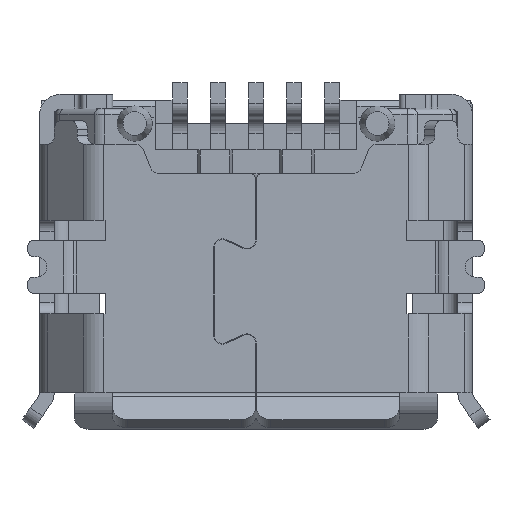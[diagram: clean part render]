
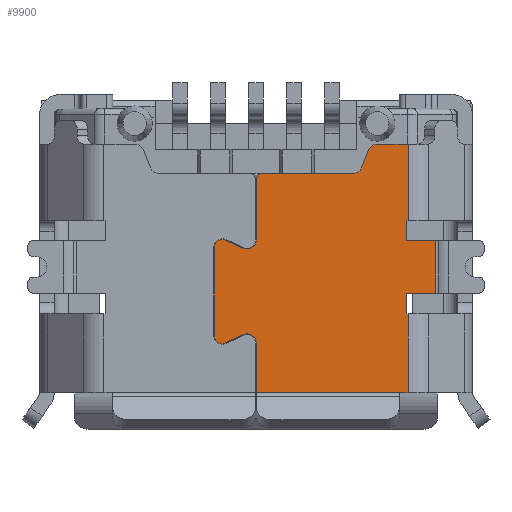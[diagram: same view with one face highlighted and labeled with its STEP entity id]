
A CAD part, top view. The second image highlights one B-rep face of the part: STEP entity #9900.
In plain terms, the highlighted planar face has unit normal (0, 0, 1).
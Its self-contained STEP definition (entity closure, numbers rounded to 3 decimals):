
#368=CIRCLE('',#10740,0.15);
#369=CIRCLE('',#10741,0.15);
#370=CIRCLE('',#10742,0.1);
#371=CIRCLE('',#10743,0.16);
#372=CIRCLE('',#10744,0.14);
#373=CIRCLE('',#10745,0.14);
#374=CIRCLE('',#10746,0.16);
#1027=ORIENTED_EDGE('',*,*,#3737,.T.);
#1028=ORIENTED_EDGE('',*,*,#4009,.T.);
#1029=ORIENTED_EDGE('',*,*,#4010,.T.);
#1030=ORIENTED_EDGE('',*,*,#4011,.F.);
#1031=ORIENTED_EDGE('',*,*,#4012,.T.);
#1032=ORIENTED_EDGE('',*,*,#4013,.T.);
#1033=ORIENTED_EDGE('',*,*,#4014,.F.);
#1034=ORIENTED_EDGE('',*,*,#4015,.T.);
#1035=ORIENTED_EDGE('',*,*,#4016,.T.);
#1036=ORIENTED_EDGE('',*,*,#4017,.T.);
#1037=ORIENTED_EDGE('',*,*,#4018,.T.);
#1038=ORIENTED_EDGE('',*,*,#4019,.T.);
#1039=ORIENTED_EDGE('',*,*,#4020,.T.);
#1040=ORIENTED_EDGE('',*,*,#3661,.T.);
#1041=ORIENTED_EDGE('',*,*,#4021,.T.);
#1042=ORIENTED_EDGE('',*,*,#4022,.T.);
#1043=ORIENTED_EDGE('',*,*,#4023,.T.);
#1044=ORIENTED_EDGE('',*,*,#4024,.T.);
#1045=ORIENTED_EDGE('',*,*,#4025,.T.);
#1046=ORIENTED_EDGE('',*,*,#4026,.T.);
#1047=ORIENTED_EDGE('',*,*,#4027,.T.);
#1048=ORIENTED_EDGE('',*,*,#3985,.T.);
#1049=ORIENTED_EDGE('',*,*,#4028,.T.);
#1050=ORIENTED_EDGE('',*,*,#4029,.F.);
#1051=ORIENTED_EDGE('',*,*,#4030,.F.);
#1052=ORIENTED_EDGE('',*,*,#4031,.T.);
#3661=EDGE_CURVE('',#5187,#5186,#6182,.F.);
#3737=EDGE_CURVE('',#5244,#5243,#6238,.T.);
#3985=EDGE_CURVE('',#5467,#5473,#6396,.F.);
#4009=EDGE_CURVE('',#5243,#5494,#6413,.T.);
#4010=EDGE_CURVE('',#5494,#5495,#6414,.T.);
#4011=EDGE_CURVE('',#5496,#5495,#6415,.T.);
#4012=EDGE_CURVE('',#5496,#5497,#6416,.T.);
#4013=EDGE_CURVE('',#5497,#5498,#6417,.T.);
#4014=EDGE_CURVE('',#5499,#5498,#6418,.T.);
#4015=EDGE_CURVE('',#5499,#5500,#6419,.F.);
#4016=EDGE_CURVE('',#5500,#5501,#368,.T.);
#4017=EDGE_CURVE('',#5501,#5502,#6420,.T.);
#4018=EDGE_CURVE('',#5502,#5503,#369,.F.);
#4019=EDGE_CURVE('',#5503,#5504,#6421,.T.);
#4020=EDGE_CURVE('',#5504,#5187,#370,.T.);
#4021=EDGE_CURVE('',#5186,#5505,#371,.T.);
#4022=EDGE_CURVE('',#5505,#5506,#6422,.T.);
#4023=EDGE_CURVE('',#5506,#5507,#372,.T.);
#4024=EDGE_CURVE('',#5507,#5508,#6423,.T.);
#4025=EDGE_CURVE('',#5508,#5509,#373,.T.);
#4026=EDGE_CURVE('',#5509,#5510,#6424,.T.);
#4027=EDGE_CURVE('',#5510,#5467,#374,.T.);
#4028=EDGE_CURVE('',#5473,#5511,#6425,.F.);
#4029=EDGE_CURVE('',#5512,#5511,#6426,.F.);
#4030=EDGE_CURVE('',#5513,#5512,#6427,.T.);
#4031=EDGE_CURVE('',#5513,#5244,#6428,.T.);
#5186=VERTEX_POINT('',#14385);
#5187=VERTEX_POINT('',#14387);
#5243=VERTEX_POINT('',#14541);
#5244=VERTEX_POINT('',#14543);
#5467=VERTEX_POINT('',#15021);
#5473=VERTEX_POINT('',#15033);
#5494=VERTEX_POINT('',#15081);
#5495=VERTEX_POINT('',#15083);
#5496=VERTEX_POINT('',#15085);
#5497=VERTEX_POINT('',#15087);
#5498=VERTEX_POINT('',#15089);
#5499=VERTEX_POINT('',#15091);
#5500=VERTEX_POINT('',#15093);
#5501=VERTEX_POINT('',#15095);
#5502=VERTEX_POINT('',#15097);
#5503=VERTEX_POINT('',#15099);
#5504=VERTEX_POINT('',#15101);
#5505=VERTEX_POINT('',#15104);
#5506=VERTEX_POINT('',#15106);
#5507=VERTEX_POINT('',#15108);
#5508=VERTEX_POINT('',#15110);
#5509=VERTEX_POINT('',#15112);
#5510=VERTEX_POINT('',#15114);
#5511=VERTEX_POINT('',#15117);
#5512=VERTEX_POINT('',#15119);
#5513=VERTEX_POINT('',#15121);
#6182=LINE('',#14386,#7339);
#6238=LINE('',#14542,#7395);
#6396=LINE('',#15034,#7553);
#6413=LINE('',#15080,#7570);
#6414=LINE('',#15082,#7571);
#6415=LINE('',#15084,#7572);
#6416=LINE('',#15086,#7573);
#6417=LINE('',#15088,#7574);
#6418=LINE('',#15090,#7575);
#6419=LINE('',#15092,#7576);
#6420=LINE('',#15096,#7577);
#6421=LINE('',#15100,#7578);
#6422=LINE('',#15105,#7579);
#6423=LINE('',#15109,#7580);
#6424=LINE('',#15113,#7581);
#6425=LINE('',#15116,#7582);
#6426=LINE('',#15118,#7583);
#6427=LINE('',#15120,#7584);
#6428=LINE('',#15122,#7585);
#7339=VECTOR('',#11468,1000.);
#7395=VECTOR('',#11610,1000.);
#7553=VECTOR('',#11976,1000.);
#7570=VECTOR('',#12011,1000.);
#7571=VECTOR('',#12012,1000.);
#7572=VECTOR('',#12013,1000.);
#7573=VECTOR('',#12014,1000.);
#7574=VECTOR('',#12015,1000.);
#7575=VECTOR('',#12016,1000.);
#7576=VECTOR('',#12017,1000.);
#7577=VECTOR('',#12020,1000.);
#7578=VECTOR('',#12023,1000.);
#7579=VECTOR('',#12028,1000.);
#7580=VECTOR('',#12031,1000.);
#7581=VECTOR('',#12034,1000.);
#7582=VECTOR('',#12037,1000.);
#7583=VECTOR('',#12038,1000.);
#7584=VECTOR('',#12039,1000.);
#7585=VECTOR('',#12040,1000.);
#8537=EDGE_LOOP('',(#1027,#1028,#1029,#1030,#1031,#1032,#1033,#1034,#1035,
#1036,#1037,#1038,#1039,#1040,#1041,#1042,#1043,#1044,#1045,#1046,#1047,
#1048,#1049,#1050,#1051,#1052));
#9062=FACE_BOUND('',#8537,.T.);
#9574=PLANE('',#10739);
#9900=ADVANCED_FACE('',(#9062),#9574,.T.);
#10739=AXIS2_PLACEMENT_3D('',#15079,#12009,#12010);
#10740=AXIS2_PLACEMENT_3D('',#15094,#12018,#12019);
#10741=AXIS2_PLACEMENT_3D('',#15098,#12021,#12022);
#10742=AXIS2_PLACEMENT_3D('',#15102,#12024,#12025);
#10743=AXIS2_PLACEMENT_3D('',#15103,#12026,#12027);
#10744=AXIS2_PLACEMENT_3D('',#15107,#12029,#12030);
#10745=AXIS2_PLACEMENT_3D('',#15111,#12032,#12033);
#10746=AXIS2_PLACEMENT_3D('',#15115,#12035,#12036);
#11468=DIRECTION('',(0.,1.,0.));
#11610=DIRECTION('',(0.,1.,0.));
#11976=DIRECTION('',(0.,1.,0.));
#12009=DIRECTION('',(0.,0.,1.));
#12010=DIRECTION('',(1.,0.,0.));
#12011=DIRECTION('',(1.,0.,0.));
#12012=DIRECTION('',(0.,1.,0.));
#12013=DIRECTION('',(1.,0.,0.));
#12014=DIRECTION('',(0.,1.,0.));
#12015=DIRECTION('',(1.,0.,0.));
#12016=DIRECTION('',(0.,-1.,0.));
#12017=DIRECTION('',(1.,0.,0.));
#12018=DIRECTION('',(0.,0.,1.));
#12019=DIRECTION('',(1.,0.,0.));
#12020=DIRECTION('',(-0.363,-0.932,0.));
#12021=DIRECTION('',(0.,0.,1.));
#12022=DIRECTION('',(1.,0.,0.));
#12023=DIRECTION('',(-1.,0.,0.));
#12024=DIRECTION('',(0.,0.,1.));
#12025=DIRECTION('',(1.,0.,0.));
#12026=DIRECTION('',(0.,0.,-1.));
#12027=DIRECTION('',(1.,0.,0.));
#12028=DIRECTION('',(-0.907,0.42,0.));
#12029=DIRECTION('',(0.,0.,1.));
#12030=DIRECTION('',(1.,0.,0.));
#12031=DIRECTION('',(0.,-1.,0.));
#12032=DIRECTION('',(0.,0.,1.));
#12033=DIRECTION('',(1.,0.,0.));
#12034=DIRECTION('',(0.907,0.42,0.));
#12035=DIRECTION('',(0.,0.,-1.));
#12036=DIRECTION('',(-1.,0.,0.));
#12037=DIRECTION('',(-1.,0.,0.));
#12038=DIRECTION('',(1.,0.,0.));
#12039=DIRECTION('',(0.,-1.,0.));
#12040=DIRECTION('',(-1.,0.,0.));
#14385=CARTESIAN_POINT('',(0.005,0.491,1.1));
#14386=CARTESIAN_POINT('',(0.005,2.125,1.1));
#14387=CARTESIAN_POINT('',(0.005,1.525,1.1));
#14541=CARTESIAN_POINT('',(2.569,-0.425,1.1));
#14542=CARTESIAN_POINT('',(2.569,2.125,1.1));
#14543=CARTESIAN_POINT('',(2.569,-0.775,1.1));
#15021=CARTESIAN_POINT('',(0.005,-1.281,1.1));
#15033=CARTESIAN_POINT('',(0.005,-2.125,1.1));
#15034=CARTESIAN_POINT('',(0.005,2.125,1.1));
#15079=CARTESIAN_POINT('',(2.6,2.125,1.1));
#15080=CARTESIAN_POINT('',(2.569,-0.425,1.1));
#15081=CARTESIAN_POINT('',(3.076,-0.425,1.1));
#15082=CARTESIAN_POINT('',(3.076,-0.425,1.1));
#15083=CARTESIAN_POINT('',(3.076,0.475,1.1));
#15084=CARTESIAN_POINT('',(2.569,0.475,1.1));
#15085=CARTESIAN_POINT('',(2.569,0.475,1.1));
#15086=CARTESIAN_POINT('',(2.569,2.125,1.1));
#15087=CARTESIAN_POINT('',(2.569,0.825,1.1));
#15088=CARTESIAN_POINT('',(2.6,0.825,1.1));
#15089=CARTESIAN_POINT('',(2.6,0.825,1.1));
#15090=CARTESIAN_POINT('',(2.6,2.125,1.1));
#15091=CARTESIAN_POINT('',(2.6,2.125,1.1));
#15092=CARTESIAN_POINT('',(2.6,2.125,1.1));
#15093=CARTESIAN_POINT('',(2.065,2.125,1.1));
#15094=CARTESIAN_POINT('',(2.065,1.975,1.1));
#15095=CARTESIAN_POINT('',(1.926,2.029,1.1));
#15096=CARTESIAN_POINT('',(2.047,2.341,1.1));
#15097=CARTESIAN_POINT('',(1.805,1.721,1.1));
#15098=CARTESIAN_POINT('',(1.665,1.775,1.1));
#15099=CARTESIAN_POINT('',(1.665,1.625,1.1));
#15100=CARTESIAN_POINT('',(2.6,1.625,1.1));
#15101=CARTESIAN_POINT('',(0.105,1.625,1.1));
#15102=CARTESIAN_POINT('',(0.105,1.525,1.1));
#15103=CARTESIAN_POINT('',(-0.155,0.491,1.1));
#15104=CARTESIAN_POINT('',(-0.222,0.346,1.1));
#15105=CARTESIAN_POINT('',(-0.222,0.346,1.1));
#15106=CARTESIAN_POINT('',(-0.516,0.482,1.1));
#15107=CARTESIAN_POINT('',(-0.575,0.355,1.1));
#15108=CARTESIAN_POINT('',(-0.715,0.355,1.1));
#15109=CARTESIAN_POINT('',(-0.715,0.355,1.1));
#15110=CARTESIAN_POINT('',(-0.715,-1.145,1.1));
#15111=CARTESIAN_POINT('',(-0.575,-1.145,1.1));
#15112=CARTESIAN_POINT('',(-0.516,-1.272,1.1));
#15113=CARTESIAN_POINT('',(-0.516,-1.272,1.1));
#15114=CARTESIAN_POINT('',(-0.222,-1.136,1.1));
#15115=CARTESIAN_POINT('',(-0.155,-1.281,1.1));
#15116=CARTESIAN_POINT('',(1.227,-2.125,1.1));
#15117=CARTESIAN_POINT('',(2.45,-2.125,1.1));
#15118=CARTESIAN_POINT('',(2.6,-2.125,1.1));
#15119=CARTESIAN_POINT('',(2.6,-2.125,1.1));
#15120=CARTESIAN_POINT('',(2.6,2.125,1.1));
#15121=CARTESIAN_POINT('',(2.6,-0.775,1.1));
#15122=CARTESIAN_POINT('',(2.6,-0.775,1.1));
